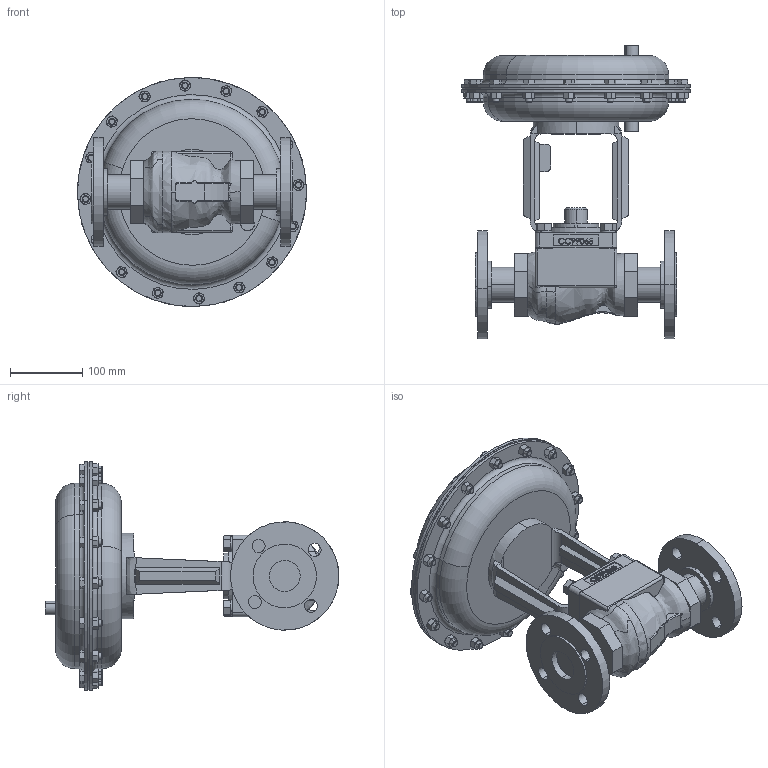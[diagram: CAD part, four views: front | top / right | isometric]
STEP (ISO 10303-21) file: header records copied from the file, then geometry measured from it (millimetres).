
FILE_DESCRIPTION (( 'STEP AP203' ), '1' );
FILE_NAME ('78-150-BR+CS+S6-F6-55M.step', '2017-09-25T13:13:24', ( '' ), ( '' ), 'SwSTEP 2.0', 'SolidWorks 2014', '' );
FILE_SCHEMA (( 'CONFIG_CONTROL_DESIGN' ));
Length unit declared in the file: inch
Products named in the file (1): 78-150-BR+CS+S6-F6-55M
Bounding box: 317.42 x 407.02 x 317.42 mm (x, y, z)
Volume: 7291752.5 mm3; surface area: 938548.6 mm2
Topology: 53 solids, 53 shells, 1214 faces, 2715 edges, 1670 vertices
Faces by surface type: plane 541, cone 376, cylinder 163, bspline 104, torus 30
Entity records: 46212 total; most frequent: CARTESIAN_POINT 20830, ORIENTED_EDGE 5430, DIRECTION 4761, EDGE_CURVE 2715, AXIS2_PLACEMENT_3D 1855, VERTEX_POINT 1670, EDGE_LOOP 1299, ADVANCED_FACE 1214
